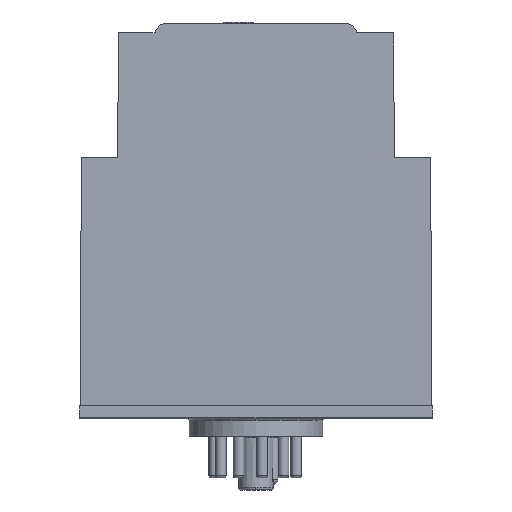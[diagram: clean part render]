
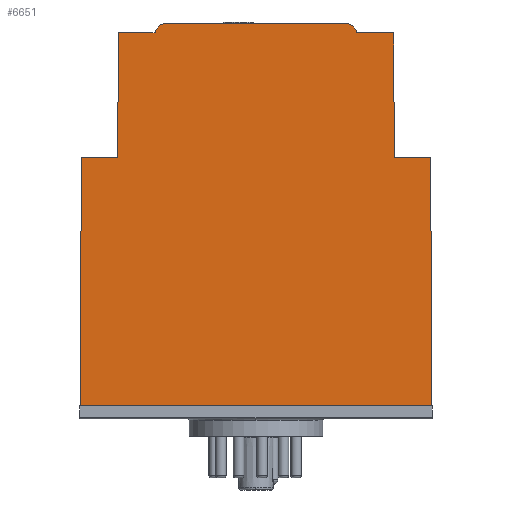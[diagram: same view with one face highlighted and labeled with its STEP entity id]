
A CAD part, left-side view. The second image highlights one B-rep face of the part: STEP entity #6651.
In plain terms, the highlighted planar face has unit normal (-1, 0, 0.004).
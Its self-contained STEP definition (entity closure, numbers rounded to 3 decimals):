
#96=ELLIPSE('',#7034,1.5,1.5);
#98=ELLIPSE('',#7037,1.5,1.5);
#99=ELLIPSE('',#7038,1.5,1.5);
#100=ELLIPSE('',#7039,1.5,1.5);
#587=FACE_OUTER_BOUND('',#947,.T.);
#947=EDGE_LOOP('',(#4703,#4704,#4705,#4706,#4707,#4708,#4709,#4710,#4711,
#4712,#4713,#4714,#4715,#4716,#4717,#4718,#4719,#4720,#4721));
#1529=LINE('',#9403,#2187);
#1533=LINE('',#9416,#2191);
#1534=LINE('',#9418,#2192);
#1535=LINE('',#9420,#2193);
#1536=LINE('',#9422,#2194);
#1537=LINE('',#9424,#2195);
#1538=LINE('',#9426,#2196);
#1539=LINE('',#9428,#2197);
#1540=LINE('',#9430,#2198);
#1541=LINE('',#9432,#2199);
#1542=LINE('',#9434,#2200);
#1543=LINE('',#9441,#2201);
#1544=LINE('',#9443,#2202);
#1545=LINE('',#9445,#2203);
#1546=LINE('',#9446,#2204);
#2187=VECTOR('',#7815,10.);
#2191=VECTOR('',#7827,10.);
#2192=VECTOR('',#7828,10.);
#2193=VECTOR('',#7829,10.);
#2194=VECTOR('',#7830,10.);
#2195=VECTOR('',#7831,10.);
#2196=VECTOR('',#7832,10.);
#2197=VECTOR('',#7833,10.);
#2198=VECTOR('',#7834,10.);
#2199=VECTOR('',#7835,10.);
#2200=VECTOR('',#7836,10.);
#2201=VECTOR('',#7843,10.);
#2202=VECTOR('',#7844,10.);
#2203=VECTOR('',#7845,10.);
#2204=VECTOR('',#7846,10.);
#2785=VERTEX_POINT('',#9400);
#2786=VERTEX_POINT('',#9402);
#2788=VERTEX_POINT('',#9408);
#2790=VERTEX_POINT('',#9414);
#2791=VERTEX_POINT('',#9415);
#2792=VERTEX_POINT('',#9417);
#2793=VERTEX_POINT('',#9419);
#2794=VERTEX_POINT('',#9421);
#2795=VERTEX_POINT('',#9423);
#2796=VERTEX_POINT('',#9425);
#2797=VERTEX_POINT('',#9427);
#2798=VERTEX_POINT('',#9429);
#2799=VERTEX_POINT('',#9431);
#2800=VERTEX_POINT('',#9433);
#2801=VERTEX_POINT('',#9435);
#2802=VERTEX_POINT('',#9438);
#2803=VERTEX_POINT('',#9440);
#2804=VERTEX_POINT('',#9442);
#2805=VERTEX_POINT('',#9444);
#3516=EDGE_CURVE('',#2786,#2785,#1529,.T.);
#3520=EDGE_CURVE('',#2785,#2788,#96,.F.);
#3522=EDGE_CURVE('',#2790,#2791,#1533,.T.);
#3523=EDGE_CURVE('',#2792,#2791,#1534,.T.);
#3524=EDGE_CURVE('',#2793,#2792,#1535,.T.);
#3525=EDGE_CURVE('',#2794,#2793,#1536,.T.);
#3526=EDGE_CURVE('',#2794,#2795,#1537,.T.);
#3527=EDGE_CURVE('',#2795,#2796,#1538,.T.);
#3528=EDGE_CURVE('',#2796,#2797,#1539,.T.);
#3529=EDGE_CURVE('',#2798,#2797,#1540,.T.);
#3530=EDGE_CURVE('',#2799,#2798,#1541,.T.);
#3531=EDGE_CURVE('',#2800,#2799,#1542,.T.);
#3532=EDGE_CURVE('',#2800,#2801,#98,.F.);
#3533=EDGE_CURVE('',#2801,#2786,#99,.F.);
#3534=EDGE_CURVE('',#2788,#2802,#100,.F.);
#3535=EDGE_CURVE('',#2803,#2802,#1543,.T.);
#3536=EDGE_CURVE('',#2804,#2803,#1544,.T.);
#3537=EDGE_CURVE('',#2805,#2804,#1545,.T.);
#3538=EDGE_CURVE('',#2805,#2790,#1546,.T.);
#4703=ORIENTED_EDGE('',*,*,#3522,.T.);
#4704=ORIENTED_EDGE('',*,*,#3523,.F.);
#4705=ORIENTED_EDGE('',*,*,#3524,.F.);
#4706=ORIENTED_EDGE('',*,*,#3525,.F.);
#4707=ORIENTED_EDGE('',*,*,#3526,.T.);
#4708=ORIENTED_EDGE('',*,*,#3527,.T.);
#4709=ORIENTED_EDGE('',*,*,#3528,.T.);
#4710=ORIENTED_EDGE('',*,*,#3529,.F.);
#4711=ORIENTED_EDGE('',*,*,#3530,.F.);
#4712=ORIENTED_EDGE('',*,*,#3531,.F.);
#4713=ORIENTED_EDGE('',*,*,#3532,.T.);
#4714=ORIENTED_EDGE('',*,*,#3533,.T.);
#4715=ORIENTED_EDGE('',*,*,#3516,.T.);
#4716=ORIENTED_EDGE('',*,*,#3520,.T.);
#4717=ORIENTED_EDGE('',*,*,#3534,.T.);
#4718=ORIENTED_EDGE('',*,*,#3535,.F.);
#4719=ORIENTED_EDGE('',*,*,#3536,.F.);
#4720=ORIENTED_EDGE('',*,*,#3537,.F.);
#4721=ORIENTED_EDGE('',*,*,#3538,.T.);
#6135=PLANE('',#7036);
#6651=ADVANCED_FACE('',(#587),#6135,.T.);
#7034=AXIS2_PLACEMENT_3D('',#9411,#7821,#7822);
#7036=AXIS2_PLACEMENT_3D('',#9413,#7825,#7826);
#7037=AXIS2_PLACEMENT_3D('',#9436,#7837,#7838);
#7038=AXIS2_PLACEMENT_3D('',#9437,#7839,#7840);
#7039=AXIS2_PLACEMENT_3D('',#9439,#7841,#7842);
#7815=DIRECTION('',(0.,1.,0.));
#7821=DIRECTION('center_axis',(1.,0.,-0.003));
#7822=DIRECTION('ref_axis',(-0.003,0.,-1.));
#7825=DIRECTION('center_axis',(-1.,0.,0.003));
#7826=DIRECTION('ref_axis',(0.,-1.,0.));
#7827=DIRECTION('',(0.,1.,0.));
#7828=DIRECTION('',(0.003,-0.003,1.));
#7829=DIRECTION('',(0.,1.,0.));
#7830=DIRECTION('',(-0.003,-0.003,-1.));
#7831=DIRECTION('',(0.,1.,0.));
#7832=DIRECTION('',(0.003,0.005,1.));
#7833=DIRECTION('',(0.003,0.026,1.));
#7834=DIRECTION('',(0.,-1.,0.));
#7835=DIRECTION('',(-0.003,0.,-1.));
#7836=DIRECTION('',(-0.002,-0.707,-0.707));
#7837=DIRECTION('center_axis',(1.,0.,-0.003));
#7838=DIRECTION('ref_axis',(-0.003,0.,-1.));
#7839=DIRECTION('center_axis',(1.,0.,-0.003));
#7840=DIRECTION('ref_axis',(-0.003,0.,-1.));
#7841=DIRECTION('center_axis',(1.,0.,-0.003));
#7842=DIRECTION('ref_axis',(-0.003,0.,-1.));
#7843=DIRECTION('',(0.002,-0.707,0.707));
#7844=DIRECTION('',(0.003,0.,1.));
#7845=DIRECTION('',(0.,-1.,0.));
#7846=DIRECTION('',(-0.003,0.005,-1.));
#9400=CARTESIAN_POINT('',(-17.196,20.879,106.2));
#9402=CARTESIAN_POINT('',(-17.196,-20.879,106.2));
#9403=CARTESIAN_POINT('',(-17.196,10.517,106.2));
#9408=CARTESIAN_POINT('',(-17.196,21.11,106.182));
#9411=CARTESIAN_POINT('Origin',(-17.202,20.879,104.7));
#9413=CARTESIAN_POINT('Origin',(-17.515,44.,14.85));
#9414=CARTESIAN_POINT('',(-17.303,31.5,75.7));
#9415=CARTESIAN_POINT('',(-17.303,39.803,75.7));
#9416=CARTESIAN_POINT('',(-17.303,37.542,75.7));
#9417=CARTESIAN_POINT('',(-17.5,40.,19.2));
#9418=CARTESIAN_POINT('',(-17.512,40.012,15.67));
#9419=CARTESIAN_POINT('',(-17.5,-40.,19.2));
#9420=CARTESIAN_POINT('',(-17.5,42.612,19.2));
#9421=CARTESIAN_POINT('',(-17.303,-39.803,75.7));
#9422=CARTESIAN_POINT('',(-17.512,-40.012,15.756));
#9423=CARTESIAN_POINT('',(-17.303,-31.5,75.7));
#9424=CARTESIAN_POINT('',(-17.303,6.73,75.7));
#9425=CARTESIAN_POINT('',(-17.219,-31.374,99.699));
#9426=CARTESIAN_POINT('',(-17.41,-31.661,44.881));
#9427=CARTESIAN_POINT('',(-17.203,-31.256,104.2));
#9428=CARTESIAN_POINT('',(-17.364,-32.461,58.184));
#9429=CARTESIAN_POINT('',(-17.203,-23.,104.2));
#9430=CARTESIAN_POINT('',(-17.203,10.492,104.2));
#9431=CARTESIAN_POINT('',(-17.202,-23.,104.7));
#9432=CARTESIAN_POINT('',(-17.362,-23.,58.722));
#9433=CARTESIAN_POINT('',(-17.198,-21.939,105.761));
#9434=CARTESIAN_POINT('',(-17.222,-28.741,98.959));
#9435=CARTESIAN_POINT('',(-17.197,-21.763,105.912));
#9436=CARTESIAN_POINT('Origin',(-17.202,-20.879,104.7));
#9437=CARTESIAN_POINT('Origin',(-17.202,-20.879,104.7));
#9438=CARTESIAN_POINT('',(-17.198,21.939,105.761));
#9439=CARTESIAN_POINT('Origin',(-17.202,20.879,104.7));
#9440=CARTESIAN_POINT('',(-17.202,23.,104.7));
#9441=CARTESIAN_POINT('',(-17.298,50.708,76.992));
#9442=CARTESIAN_POINT('',(-17.203,23.,104.2));
#9443=CARTESIAN_POINT('',(-17.359,23.,59.576));
#9444=CARTESIAN_POINT('',(-17.203,31.351,104.2));
#9445=CARTESIAN_POINT('',(-17.203,33.291,104.2));
#9446=CARTESIAN_POINT('',(-17.412,31.663,44.528));
